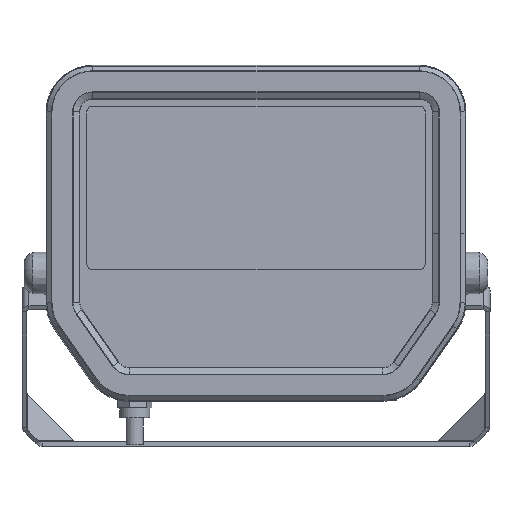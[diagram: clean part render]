
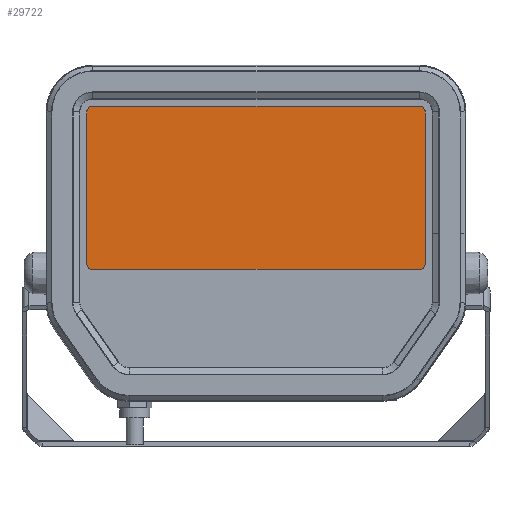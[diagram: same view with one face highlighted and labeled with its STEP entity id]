
A CAD part, top view. The second image highlights one B-rep face of the part: STEP entity #29722.
In plain terms, the highlighted face is planar.
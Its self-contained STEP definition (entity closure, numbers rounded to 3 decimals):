
#234 = CARTESIAN_POINT ( 'NONE',  ( -70., 145.808, -63.708 ) ) ;
#1412 = CARTESIAN_POINT ( 'NONE',  ( -70., 145.808, -63.708 ) ) ;
#1626 = ORIENTED_EDGE ( 'NONE', *, *, #19205, .T. ) ;
#1823 = DIRECTION ( 'NONE',  ( 1., 0., 0. ) ) ;
#2035 = CARTESIAN_POINT ( 'NONE',  ( 70., 78.308, -63.708 ) ) ;
#2043 = CARTESIAN_POINT ( 'NONE',  ( -72.5, 78.308, -63.708 ) ) ;
#2837 = LINE ( 'NONE', #5792, #25730 ) ;
#3077 = ORIENTED_EDGE ( 'NONE', *, *, #8815, .T. ) ;
#3464 = AXIS2_PLACEMENT_3D ( 'NONE', #26728, #35673, #13783 ) ;
#3594 = VERTEX_POINT ( 'NONE', #42004 ) ;
#3799 = DIRECTION ( 'NONE',  ( 0., 0., -1. ) ) ;
#4243 = PLANE ( 'NONE',  #3464 ) ;
#4666 = CARTESIAN_POINT ( 'NONE',  ( 72.5, 143.308, -63.708 ) ) ;
#5518 = EDGE_CURVE ( 'NONE', #8247, #3594, #40961, .T. ) ;
#5613 = VERTEX_POINT ( 'NONE', #19308 ) ;
#5792 = CARTESIAN_POINT ( 'NONE',  ( 72.5, 143.308, -63.708 ) ) ;
#7997 = LINE ( 'NONE', #1412, #20573 ) ;
#8182 = EDGE_CURVE ( 'NONE', #8796, #36133, #18887, .T. ) ;
#8200 = AXIS2_PLACEMENT_3D ( 'NONE', #2035, #25560, #18579 ) ;
#8247 = VERTEX_POINT ( 'NONE', #17207 ) ;
#8750 = AXIS2_PLACEMENT_3D ( 'NONE', #31889, #32314, #9203 ) ;
#8785 = VECTOR ( 'NONE', #24590, 1000. ) ;
#8796 = VERTEX_POINT ( 'NONE', #31573 ) ;
#8815 = EDGE_CURVE ( 'NONE', #5613, #11473, #11461, .T. ) ;
#9047 = VECTOR ( 'NONE', #37182, 1000. ) ;
#9203 = DIRECTION ( 'NONE',  ( -1., 0., 0. ) ) ;
#10425 = CIRCLE ( 'NONE', #13765, 2.5 ) ;
#10589 = CARTESIAN_POINT ( 'NONE',  ( -70., 78.308, -63.708 ) ) ;
#11295 = LINE ( 'NONE', #24211, #9047 ) ;
#11461 = CIRCLE ( 'NONE', #35193, 2.5 ) ;
#11473 = VERTEX_POINT ( 'NONE', #234 ) ;
#12897 = DIRECTION ( 'NONE',  ( 0., 0., -1. ) ) ;
#13765 = AXIS2_PLACEMENT_3D ( 'NONE', #10589, #3799, #13970 ) ;
#13783 = DIRECTION ( 'NONE',  ( -1., 0., 0. ) ) ;
#13970 = DIRECTION ( 'NONE',  ( -1., 0., 0. ) ) ;
#16472 = ORIENTED_EDGE ( 'NONE', *, *, #28375, .T. ) ;
#16538 = EDGE_CURVE ( 'NONE', #26695, #8247, #30562, .T. ) ;
#17207 = CARTESIAN_POINT ( 'NONE',  ( 70., 75.808, -63.708 ) ) ;
#17884 = EDGE_CURVE ( 'NONE', #23905, #5613, #11295, .T. ) ;
#18579 = DIRECTION ( 'NONE',  ( -1., 0., 0. ) ) ;
#18739 = DIRECTION ( 'NONE',  ( 0., -1., 0. ) ) ;
#18887 = CIRCLE ( 'NONE', #8750, 2.5 ) ;
#18889 = CARTESIAN_POINT ( 'NONE',  ( -70., 75.808, -63.708 ) ) ;
#19205 = EDGE_CURVE ( 'NONE', #11473, #8796, #7997, .T. ) ;
#19308 = CARTESIAN_POINT ( 'NONE',  ( -72.5, 143.308, -63.708 ) ) ;
#20573 = VECTOR ( 'NONE', #1823, 1000. ) ;
#22749 = EDGE_LOOP ( 'NONE', ( #34271, #27729, #35238, #3077, #1626, #37753, #16472, #23629 ) ) ;
#23629 = ORIENTED_EDGE ( 'NONE', *, *, #16538, .T. ) ;
#23905 = VERTEX_POINT ( 'NONE', #2043 ) ;
#24211 = CARTESIAN_POINT ( 'NONE',  ( -72.5, 143.308, -63.708 ) ) ;
#24590 = DIRECTION ( 'NONE',  ( -1., 0., 0. ) ) ;
#25560 = DIRECTION ( 'NONE',  ( 0., 0., -1. ) ) ;
#25730 = VECTOR ( 'NONE', #18739, 1000. ) ;
#26695 = VERTEX_POINT ( 'NONE', #32609 ) ;
#26728 = CARTESIAN_POINT ( 'NONE',  ( -70., 143.308, -63.708 ) ) ;
#27729 = ORIENTED_EDGE ( 'NONE', *, *, #37057, .T. ) ;
#28375 = EDGE_CURVE ( 'NONE', #36133, #26695, #2837, .T. ) ;
#28583 = CARTESIAN_POINT ( 'NONE',  ( -70., 143.308, -63.708 ) ) ;
#29722 = ADVANCED_FACE ( 'NONE', ( #32681 ), #4243, .T. ) ;
#30562 = CIRCLE ( 'NONE', #8200, 2.5 ) ;
#31573 = CARTESIAN_POINT ( 'NONE',  ( 70., 145.808, -63.708 ) ) ;
#31889 = CARTESIAN_POINT ( 'NONE',  ( 70., 143.308, -63.708 ) ) ;
#32314 = DIRECTION ( 'NONE',  ( 0., 0., -1. ) ) ;
#32609 = CARTESIAN_POINT ( 'NONE',  ( 72.5, 78.308, -63.708 ) ) ;
#32681 = FACE_OUTER_BOUND ( 'NONE', #22749, .T. ) ;
#34271 = ORIENTED_EDGE ( 'NONE', *, *, #5518, .T. ) ;
#35193 = AXIS2_PLACEMENT_3D ( 'NONE', #28583, #12897, #41551 ) ;
#35238 = ORIENTED_EDGE ( 'NONE', *, *, #17884, .T. ) ;
#35673 = DIRECTION ( 'NONE',  ( 0., 0., -1. ) ) ;
#36133 = VERTEX_POINT ( 'NONE', #4666 ) ;
#37057 = EDGE_CURVE ( 'NONE', #3594, #23905, #10425, .T. ) ;
#37182 = DIRECTION ( 'NONE',  ( 0., 1., 0. ) ) ;
#37753 = ORIENTED_EDGE ( 'NONE', *, *, #8182, .T. ) ;
#40961 = LINE ( 'NONE', #18889, #8785 ) ;
#41551 = DIRECTION ( 'NONE',  ( -1., 0., 0. ) ) ;
#42004 = CARTESIAN_POINT ( 'NONE',  ( -70., 75.808, -63.708 ) ) ;
